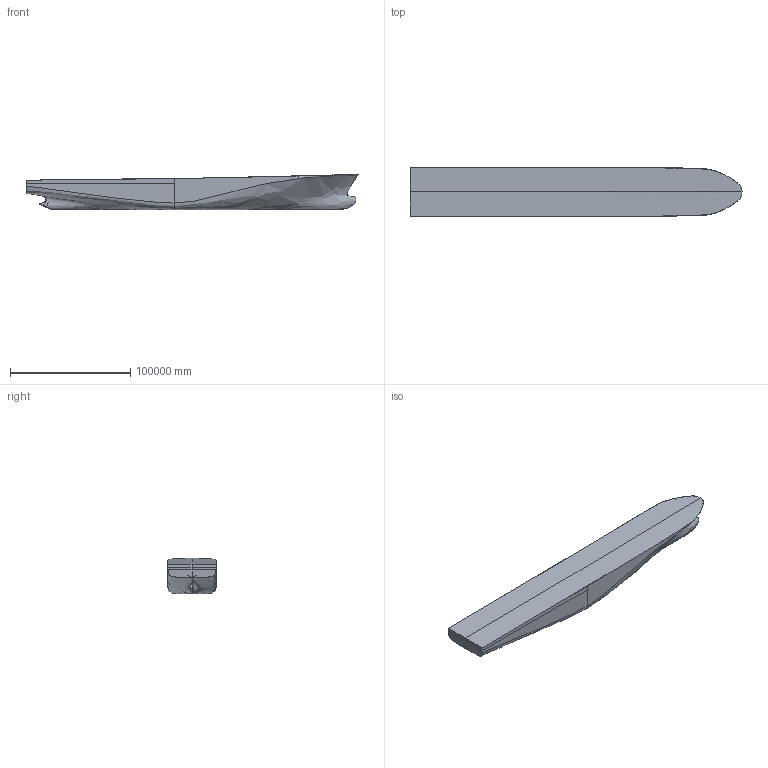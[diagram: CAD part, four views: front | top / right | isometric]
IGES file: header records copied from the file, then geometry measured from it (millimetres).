
Start section: Order No       =    - Model No       =    - LPP            =    262.00 m B              =    40.00 m TA             =    12.32 m TF             =    12.32 m
Global section: file name:Pram_hull.igs; native system: Rhinoceros ( Aug 10 2015 ); preprocessor: Trout Lake IGES 012 Aug 10 2015; date: 170311.195510; units: metre
Bounding box: 276280.08 x 40000 x 29199.9 mm (x, y, z)
Surface area: 32118996345.6 mm2 (no closed solid volume)
Topology: 0 solids, 0 shells, 22 faces, 88 edges, 86 vertices
Faces by surface type: bspline 22
